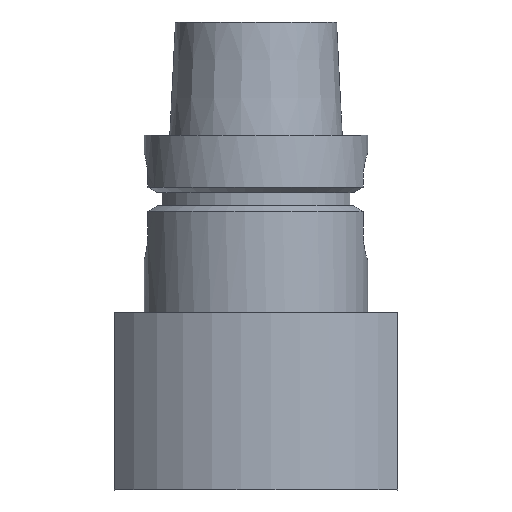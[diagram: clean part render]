
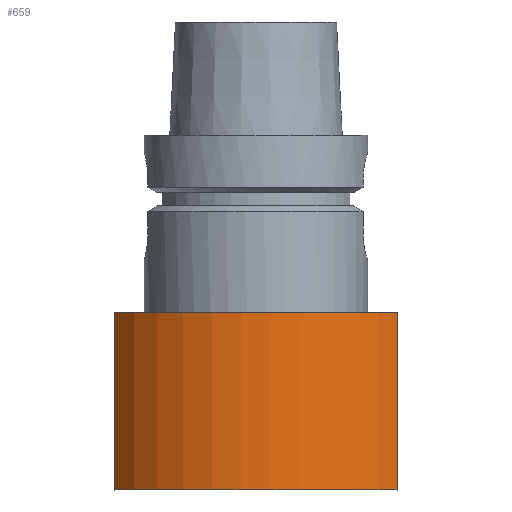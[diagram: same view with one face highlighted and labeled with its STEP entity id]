
A CAD part, front view. The second image highlights one B-rep face of the part: STEP entity #659.
In plain terms, the highlighted cylindrical face has radius 50 mm (diameter 100 mm), a partial arc.
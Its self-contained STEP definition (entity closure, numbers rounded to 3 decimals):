
#347=EDGE_CURVE('240[2]',#869,#748,#894,.T.);
#353=EDGE_CURVE('240[2]',#900,#823,#901,.T.);
#448=EDGE_CURVE('240[2]',#900,#748,#1027,.T.);
#599=EDGE_CURVE('240[2]',#823,#869,#1211,.T.);
#659=ADVANCED_FACE('240[2]',(#1277),#1278,.T.);
#748=VERTEX_POINT('',#1436);
#823=VERTEX_POINT('',#1542);
#869=VERTEX_POINT('',#1615);
#894=LINE('',#1658,#1659);
#900=VERTEX_POINT('',#1669);
#901=LINE('',#1670,#1671);
#1027=CIRCLE('',#1947,50.);
#1211=CIRCLE('',#4010,50.);
#1277=FACE_OUTER_BOUND('',#4168,.T.);
#1278=CYLINDRICAL_SURFACE('',#4169,50.);
#1436=CARTESIAN_POINT('',(-40.0,-30.,-100.));
#1542=CARTESIAN_POINT('',(40.,-30.,-50.));
#1615=CARTESIAN_POINT('',(-40.0,-30.,-50.));
#1658=CARTESIAN_POINT('',(-40.0,-30.,-50.));
#1659=VECTOR('',#4383,50.);
#1669=CARTESIAN_POINT('',(40.,-30.,-100.));
#1670=CARTESIAN_POINT('',(40.,-30.,-100.));
#1671=VECTOR('',#4388,50.);
#1947=AXIS2_PLACEMENT_3D('',#4544,#4545,#4546);
#4010=AXIS2_PLACEMENT_3D('',#4762,#4763,#4764);
#4168=EDGE_LOOP('',(#4832,#4833,#4834,#4835));
#4169=AXIS2_PLACEMENT_3D('',#4836,#4837,#4838);
#4383=DIRECTION('',(-0.0,0.0,-1.0));
#4388=DIRECTION('',(0.0,0.0,1.0));
#4544=CARTESIAN_POINT('',(0.,0.,-100.0));
#4545=DIRECTION('',(0.,0.,-1.0));
#4546=DIRECTION('',(0.,-1.0,0.));
#4762=CARTESIAN_POINT('',(0.,0.,-50.));
#4763=DIRECTION('',(0.,0.,-1.0));
#4764=DIRECTION('',(0.,-1.0,0.));
#4832=ORIENTED_EDGE('',*,*,#599,.T.);
#4833=ORIENTED_EDGE('',*,*,#347,.T.);
#4834=ORIENTED_EDGE('',*,*,#448,.F.);
#4835=ORIENTED_EDGE('',*,*,#353,.T.);
#4836=CARTESIAN_POINT('',(0.,0.,-75.));
#4837=DIRECTION('',(0.,0.,-1.0));
#4838=DIRECTION('',(0.,-1.0,0.));
